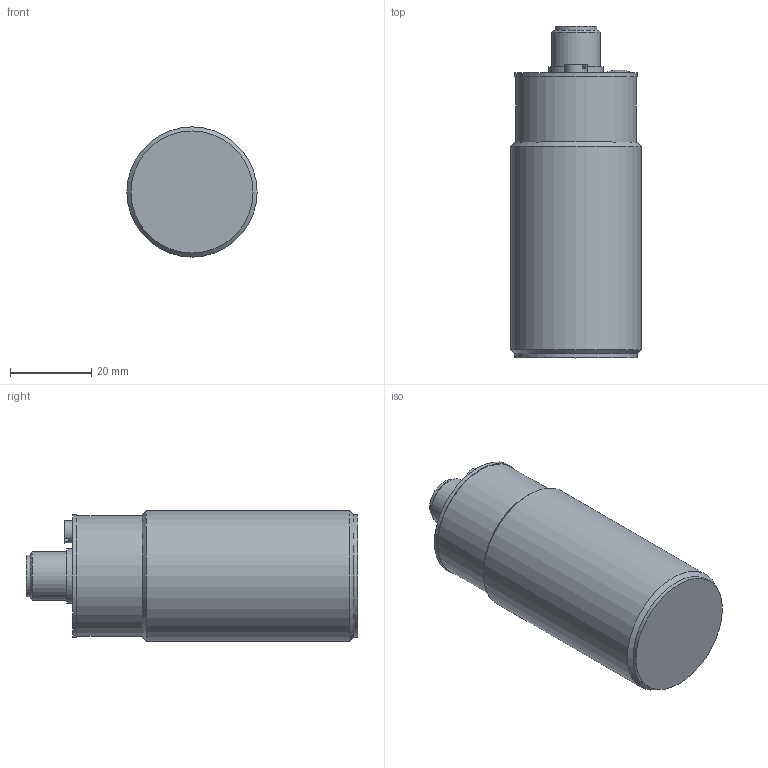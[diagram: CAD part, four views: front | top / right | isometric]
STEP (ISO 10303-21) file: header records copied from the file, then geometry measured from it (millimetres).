
FILE_DESCRIPTION(/* description */ (''),/* implementation_level */ '2;1');
FILE_NAME(/* name */ '816000_Shrinkwrap_1.stp',/* time_stamp */ '2021-12-21T14:47:47+01:00',/* author */ ('Krieger Anja'),/* organization */ (''),/* preprocessor_version */ 'ST-DEVELOPER v18.1',/* originating_system */ 'Autodesk Inventor 2021',/* authorisation */ '');
FILE_SCHEMA (('AUTOMOTIVE_DESIGN { 1 0 10303 214 3 1 1 }'));
Length unit declared in the file: millimetre
Products named in the file (1): 816000_Shrinkwrap_1
Bounding box: 32 x 81.5 x 32 mm (x, y, z)
Volume: 55117.3 mm3; surface area: 9233.6 mm2
Topology: 1 solids, 1 shells, 35 faces, 78 edges, 52 vertices
Faces by surface type: cylinder 14, plane 13, sphere 4, cone 3, bspline 1
Full cylindrical faces by diameter (mm): 1 x4, 5.5 x1, 10.3 x1, 12 x1, 13.5 x1, 29.7 x1, 30 x2, 32 x1
Entity records: 1132 total; most frequent: DIRECTION 191, CARTESIAN_POINT 187, ORIENTED_EDGE 146, AXIS2_PLACEMENT_3D 83, EDGE_CURVE 73, VERTEX_POINT 52, CIRCLE 48, EDGE_LOOP 47
